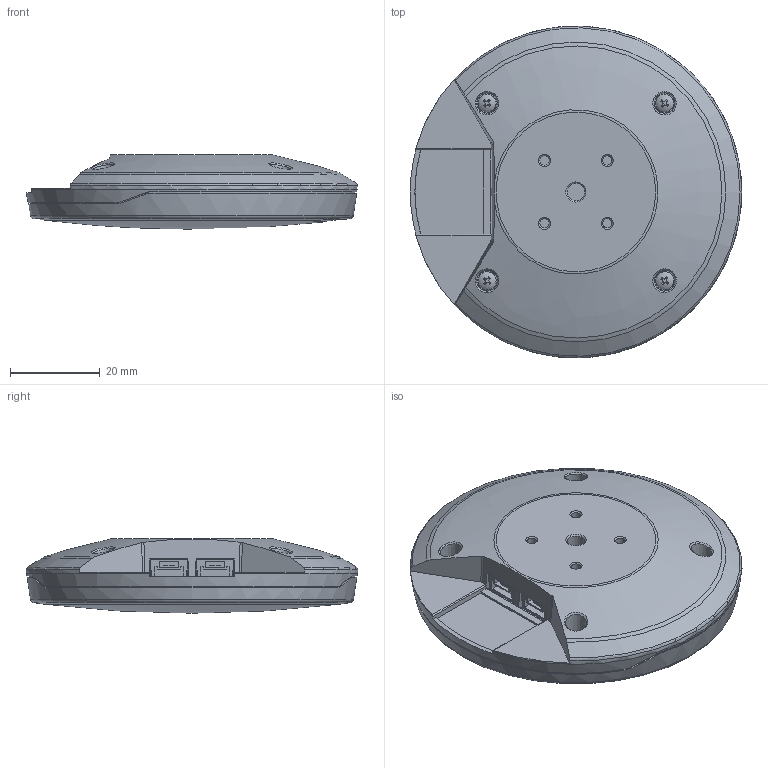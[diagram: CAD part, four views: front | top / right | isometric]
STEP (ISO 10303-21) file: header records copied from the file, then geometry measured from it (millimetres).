
FILE_DESCRIPTION(/* description */ (''),/* implementation_level */ '2;1');
FILE_NAME(/* name */ 'Edge _GNSS v2.step',/* time_stamp */ '2018-03-16T15:44:50+03:00',/* author */ ('aleksandr.zheleznov'),/* organization */ (''),/* preprocessor_version */ 'ST-DEVELOPER v16.13',/* originating_system */ 'Autodesk Translation Framework v6.5.0.72',/* authorisation */ '');
FILE_SCHEMA (('AUTOMOTIVE_DESIGN { 1 0 10303 214 3 1 1 }'));
Length unit declared in the file: millimetre
Products named in the file (2): Edge _GNSS; Component1
Assembly tree (1 placements, depth 2):
  Edge _GNSS
    Component1
Bounding box: 73.84 x 73.87 x 16.57 mm (x, y, z)
Volume: 51434.3 mm3; surface area: 12283 mm2
Topology: 1 solids, 2 shells, 400 faces, 1171 edges, 775 vertices
Faces by surface type: plane 290, bspline 42, cone 33, cylinder 26, sphere 5, torus 4
Full cylindrical faces by diameter (mm): 2.1 x4, 3.9 x1, 4 x4
Entity records: 16719 total; most frequent: CARTESIAN_POINT 5813, ORIENTED_EDGE 2346, DIRECTION 2021, EDGE_CURVE 1173, LINE 815, VECTOR 815, VERTEX_POINT 775, AXIS2_PLACEMENT_3D 603
